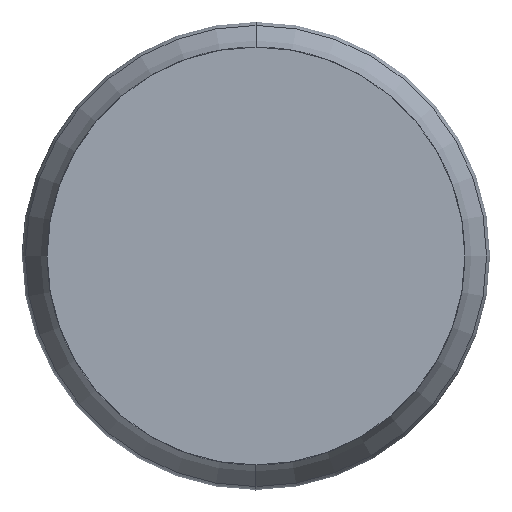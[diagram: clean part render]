
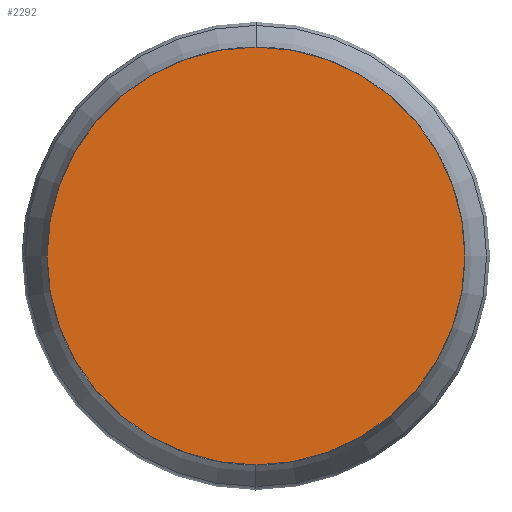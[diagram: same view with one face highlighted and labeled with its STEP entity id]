
A CAD part, front view. The second image highlights one B-rep face of the part: STEP entity #2292.
In plain terms, the highlighted planar face has unit normal (0, -1, 0).
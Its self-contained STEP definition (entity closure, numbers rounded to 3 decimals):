
#242 = PLANE ( 'NONE',  #739 ) ;
#643 = FACE_OUTER_BOUND ( 'NONE', #1550, .T. ) ;
#739 = AXIS2_PLACEMENT_3D ( 'NONE', #1759, #3103, #5132 ) ;
#980 = CARTESIAN_POINT ( 'NONE',  ( 0., 0., 0. ) ) ;
#1325 = CIRCLE ( 'NONE', #2651, 8.7 ) ;
#1326 = ORIENTED_EDGE ( 'NONE', *, *, #5404, .T. ) ;
#1550 = EDGE_LOOP ( 'NONE', ( #5613, #1326 ) ) ;
#1759 = CARTESIAN_POINT ( 'NONE',  ( 0., 0., 0. ) ) ;
#2156 = DIRECTION ( 'NONE',  ( 0., -1., 0. ) ) ;
#2163 = CARTESIAN_POINT ( 'NONE',  ( 0., 0., 8.7 ) ) ;
#2292 = ADVANCED_FACE ( 'Defeature ausgef�hrt1_15', ( #643 ), #242, .T. ) ;
#2651 = AXIS2_PLACEMENT_3D ( 'NONE', #3640, #2156, #5014 ) ;
#3066 = DIRECTION ( 'NONE',  ( 0., 0., -1. ) ) ;
#3103 = DIRECTION ( 'NONE',  ( 0., -1., 0. ) ) ;
#3148 = VERTEX_POINT ( 'NONE', #3374 ) ;
#3360 = EDGE_CURVE ( 'Defeature ausgef�hrt1_15+Defeature ausgef�hrt1_14+Defeature ausgef�hrt1_14+Defeature ausgef�hrt1_14', #4574, #3148, #1325, .T. ) ;
#3374 = CARTESIAN_POINT ( 'NONE',  ( 0., 0., -8.7 ) ) ;
#3640 = CARTESIAN_POINT ( 'NONE',  ( 0., 0., 0. ) ) ;
#4374 = DIRECTION ( 'NONE',  ( 0., -1., 0. ) ) ;
#4468 = CIRCLE ( 'NONE', #5344, 8.7 ) ;
#4574 = VERTEX_POINT ( 'NONE', #2163 ) ;
#5014 = DIRECTION ( 'NONE',  ( 0., 0., -1. ) ) ;
#5132 = DIRECTION ( 'NONE',  ( 0., 0., -1. ) ) ;
#5344 = AXIS2_PLACEMENT_3D ( 'NONE', #980, #4374, #3066 ) ;
#5404 = EDGE_CURVE ( 'Defeature ausgef�hrt1_15+Defeature ausgef�hrt1_14+Defeature ausgef�hrt1_14+Defeature ausgef�hrt1_14', #3148, #4574, #4468, .T. ) ;
#5613 = ORIENTED_EDGE ( 'NONE', *, *, #3360, .T. ) ;
